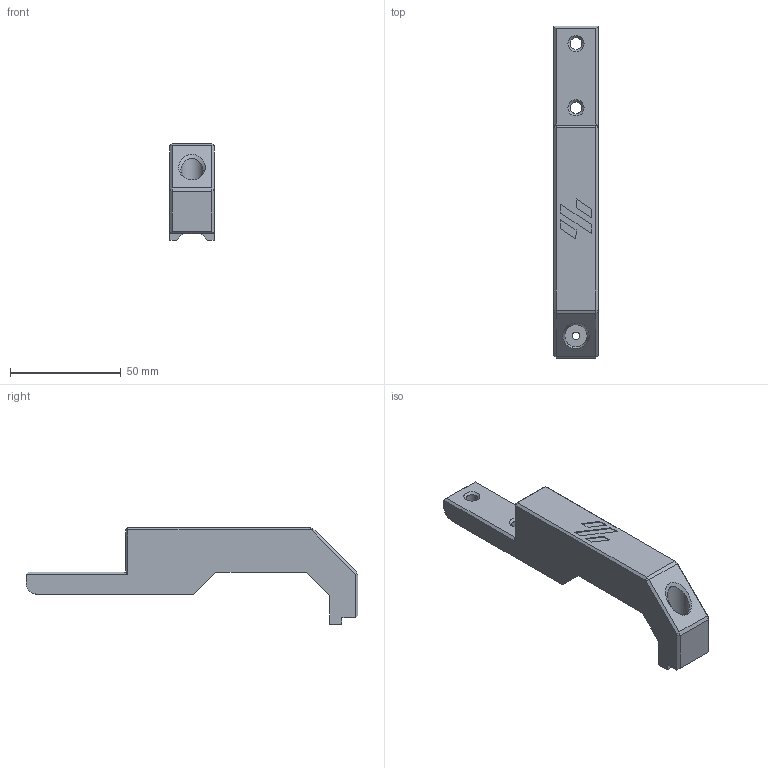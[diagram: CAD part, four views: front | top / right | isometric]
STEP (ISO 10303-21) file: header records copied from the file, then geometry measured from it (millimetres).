
FILE_DESCRIPTION(/* description */ (''),/* implementation_level */ '2;1');
FILE_NAME(/* name */ '2x Mount_left.step',/* time_stamp */ '2023-01-20T23:37:32+01:00',/* author */ (''),/* organization */ (''),/* preprocessor_version */ 'ST-DEVELOPER v19.2',/* originating_system */ 'Autodesk Translation Framework v11.17.0.187',/* authorisation */ '');
FILE_SCHEMA (('AUTOMOTIVE_DESIGN { 1 0 10303 214 3 1 1 }'));
Length unit declared in the file: millimetre
Products named in the file (1): Fusion-Komponente
Bounding box: 20 x 150 x 43.61 mm (x, y, z)
Volume: 56344.3 mm3; surface area: 15264.8 mm2
Topology: 1 solids, 1 shells, 167 faces, 441 edges, 285 vertices
Faces by surface type: plane 106, bspline 51, cylinder 7, cone 3
Full cylindrical faces by diameter (mm): 3.4 x1, 5.3 x2, 10 x3
Entity records: 5684 total; most frequent: CARTESIAN_POINT 1851, ORIENTED_EDGE 882, DIRECTION 588, EDGE_CURVE 441, LINE 320, VECTOR 320, VERTEX_POINT 285, EDGE_LOOP 182
